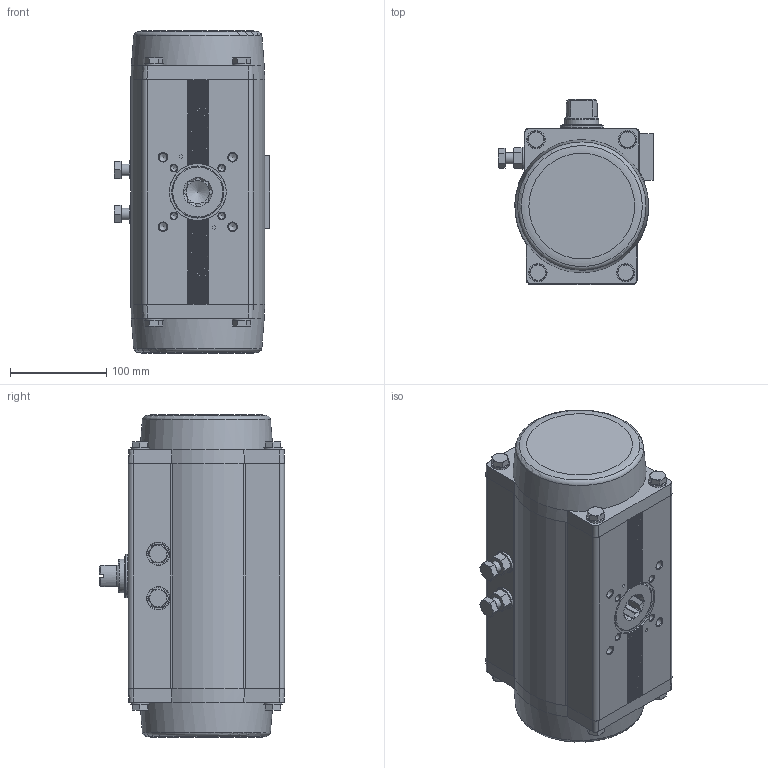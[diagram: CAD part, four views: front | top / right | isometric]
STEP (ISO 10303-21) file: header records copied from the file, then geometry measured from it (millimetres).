
FILE_DESCRIPTION(/* description */ ('STEP AP214'),/* implementation_level */ '2;1');
FILE_NAME(/* name */ '8066463_DFPD-N-300-RP-90-RS60-F0710-R3-EP',/* time_stamp */ '2024-08-15T20:16:03+02:00',/* author */ ('License CC BY-ND 4.0'),/* organization */ ('CADENAS'),/* preprocessor_version */ 'ST-DEVELOPER v19.3',/* originating_system */ 'PARTsolutions',/* authorisation */ ' ');
FILE_SCHEMA (('AUTOMOTIVE_DESIGN {1 0 10303 214 3 1 1}'));
Length unit declared in the file: millimetre
Products named in the file (6): 8066463 DFPD-N-300-RP-90-RS60-F0710-R3-EP---(0); 8042191 DFPD-N-300-90-RS-F07-------(housing); 8042191 DFPD-300(F07_0)---(shaft); 4134333 SCHEIBE 12.3X23X2.5-1.4301; 4167777 DFPD-300; DIN 934 - M12(F)
Assembly tree (8 placements, depth 2):
  8066463 DFPD-N-300-RP-90-RS60-F0710-R3-EP---(0)
    8042191 DFPD-N-300-90-RS-F07-------(housing)
    8042191 DFPD-300(F07_0)---(shaft)
    4134333 SCHEIBE 12.3X23X2.5-1.4301  x2
    4167777 DFPD-300  x2
    DIN 934 - M12(F)  x2
Bounding box: 161 x 192 x 334.4 mm (x, y, z)
Volume: 6350171.8 mm3; surface area: 305550.4 mm2
Topology: 8 solids, 8 shells, 676 faces, 1586 edges, 986 vertices
Faces by surface type: plane 364, cone 148, cylinder 136, torus 26, sphere 2
Full cylindrical faces by diameter (mm): 2 x2, 4.134 x8, 4.917 x1, 6.647 x4, 8.376 x4, 8.5 x2, 10 x2, 10.106 x4, 12 x2, 12.3 x2, 12.4 x1, 18 x2, 18.4 x2, 19 x8, 23 x2, 24 x2, 30.8 x1, 35 x3, 39.9 x1, 42.1 x2, 45 x2, 48 x1, 53.5 x2, 54 x2, 59 x1
Entity records: 17585 total; most frequent: CARTESIAN_POINT 3608, DIRECTION 2855, ORIENTED_EDGE 2652, EDGE_CURVE 1326, AXIS2_PLACEMENT_3D 1106, VERTEX_POINT 913, FACE_BOUND 859, EDGE_LOOP 845
